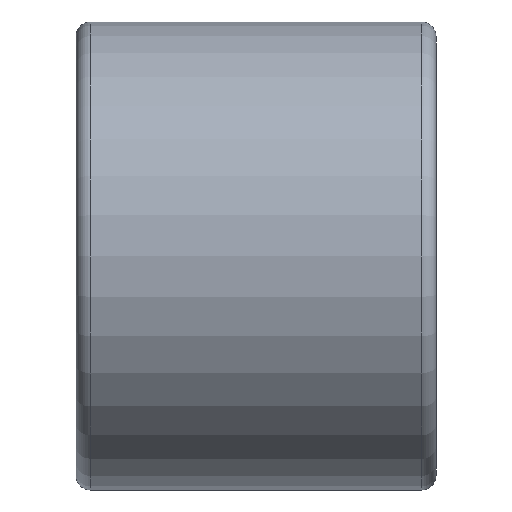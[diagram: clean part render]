
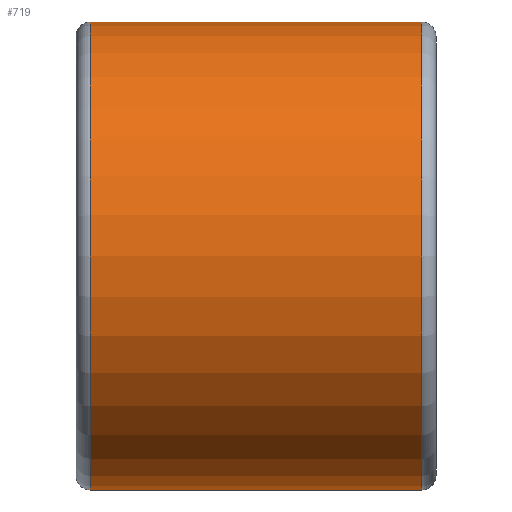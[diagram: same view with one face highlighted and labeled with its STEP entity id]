
A CAD part, front view. The second image highlights one B-rep face of the part: STEP entity #719.
In plain terms, the highlighted cylindrical face has radius 13 mm (diameter 26 mm), a full revolution.
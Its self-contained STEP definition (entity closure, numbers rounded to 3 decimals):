
#719 = ADVANCED_FACE( '', ( #754, #755 ), #756, .T. );
#754 = FACE_OUTER_BOUND( '', #798, .T. );
#755 = FACE_OUTER_BOUND( '', #799, .T. );
#756 = CYLINDRICAL_SURFACE( '', #800, 13. );
#798 = EDGE_LOOP( '', ( #859 ) );
#799 = EDGE_LOOP( '', ( #860 ) );
#800 = AXIS2_PLACEMENT_3D( '', #861, #862, #863 );
#859 = ORIENTED_EDGE( '', *, *, #888, .T. );
#860 = ORIENTED_EDGE( '', *, *, #896, .F. );
#861 = CARTESIAN_POINT( '', ( 50., 0., 0. ) );
#862 = DIRECTION( '', ( -1., 0., 0. ) );
#863 = DIRECTION( '', ( 0., 0., -1. ) );
#888 = EDGE_CURVE( '', #903, #903, #904, .T. );
#896 = EDGE_CURVE( '', #919, #919, #920, .T. );
#903 = VERTEX_POINT( '', #931 );
#904 = CIRCLE( '', #932, 13. );
#919 = VERTEX_POINT( '', #947 );
#920 = CIRCLE( '', #948, 13. );
#931 = CARTESIAN_POINT( '', ( 0.8, 0., -13. ) );
#932 = AXIS2_PLACEMENT_3D( '', #960, #961, #962 );
#947 = CARTESIAN_POINT( '', ( 19.2, 0., -13. ) );
#948 = AXIS2_PLACEMENT_3D( '', #984, #985, #986 );
#960 = CARTESIAN_POINT( '', ( 0.8, 0., 0. ) );
#961 = DIRECTION( '', ( 1., 0., 0. ) );
#962 = DIRECTION( '', ( 0., 0., -1. ) );
#984 = CARTESIAN_POINT( '', ( 19.2, 0., 0. ) );
#985 = DIRECTION( '', ( 1., 0., 0. ) );
#986 = DIRECTION( '', ( 0., 0., -1. ) );
